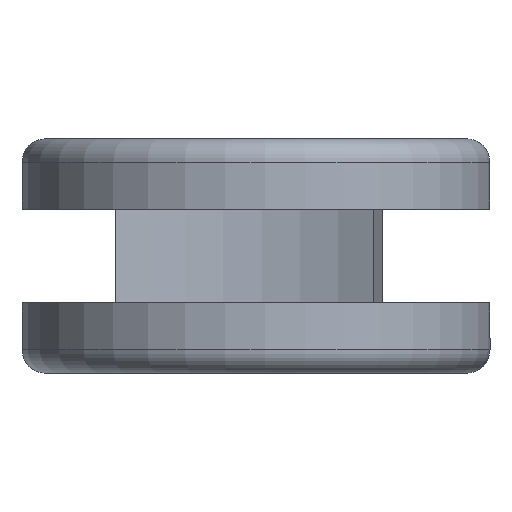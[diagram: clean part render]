
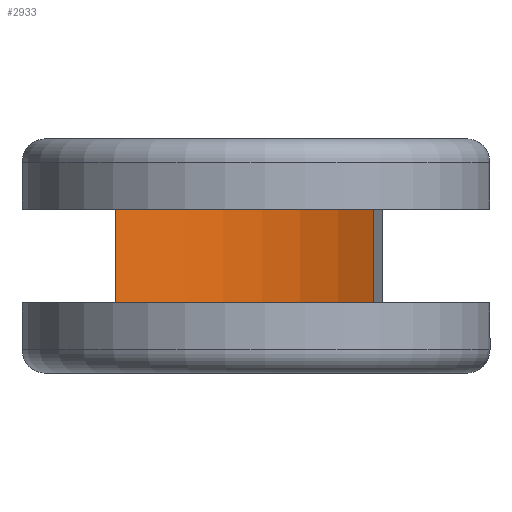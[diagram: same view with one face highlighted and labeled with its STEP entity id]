
A CAD part, left-side view. The second image highlights one B-rep face of the part: STEP entity #2933.
In plain terms, the highlighted cylindrical face has radius 10.5 mm (diameter 21 mm), a partial arc.
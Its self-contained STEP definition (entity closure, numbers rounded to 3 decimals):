
#279=FACE_OUTER_BOUND('',#452,.T.);
#452=EDGE_LOOP('',(#2140,#2141,#2142,#2143));
#632=LINE('',#4525,#826);
#651=LINE('',#4670,#845);
#826=VECTOR('',#3591,10.);
#845=VECTOR('',#3728,10.);
#1068=CIRCLE('',#3226,10.5);
#1069=CIRCLE('',#3227,10.5);
#1228=VERTEX_POINT('',#4522);
#1229=VERTEX_POINT('',#4524);
#1263=VERTEX_POINT('',#4667);
#1264=VERTEX_POINT('',#4669);
#1527=EDGE_CURVE('',#1228,#1229,#632,.T.);
#1586=EDGE_CURVE('',#1263,#1264,#651,.T.);
#1600=EDGE_CURVE('',#1228,#1264,#1068,.T.);
#1601=EDGE_CURVE('',#1263,#1229,#1069,.T.);
#2140=ORIENTED_EDGE('',*,*,#1600,.T.);
#2141=ORIENTED_EDGE('',*,*,#1586,.F.);
#2142=ORIENTED_EDGE('',*,*,#1601,.T.);
#2143=ORIENTED_EDGE('',*,*,#1527,.F.);
#2834=CYLINDRICAL_SURFACE('',#3225,10.5);
#2933=ADVANCED_FACE('',(#279),#2834,.F.);
#3225=AXIS2_PLACEMENT_3D('',#4696,#3750,#3751);
#3226=AXIS2_PLACEMENT_3D('',#4697,#3752,#3753);
#3227=AXIS2_PLACEMENT_3D('',#4698,#3754,#3755);
#3591=DIRECTION('',(0.,0.,1.));
#3728=DIRECTION('',(0.,0.,-1.));
#3750=DIRECTION('center_axis',(0.,0.,1.));
#3751=DIRECTION('ref_axis',(1.,0.,0.));
#3752=DIRECTION('center_axis',(0.,0.,-1.));
#3753=DIRECTION('ref_axis',(1.,0.,0.));
#3754=DIRECTION('center_axis',(0.,0.,1.));
#3755=DIRECTION('ref_axis',(1.,0.,0.));
#4522=CARTESIAN_POINT('',(-16.383,6.,3.));
#4524=CARTESIAN_POINT('',(-16.383,6.,7.));
#4525=CARTESIAN_POINT('',(-16.383,6.,0.));
#4667=CARTESIAN_POINT('',(-15.767,-5.,7.));
#4669=CARTESIAN_POINT('',(-15.767,-5.,3.));
#4670=CARTESIAN_POINT('',(-15.767,-5.,0.));
#4696=CARTESIAN_POINT('Origin',(-25.,0.,0.));
#4697=CARTESIAN_POINT('Origin',(-25.,0.,3.));
#4698=CARTESIAN_POINT('Origin',(-25.,0.,7.));
